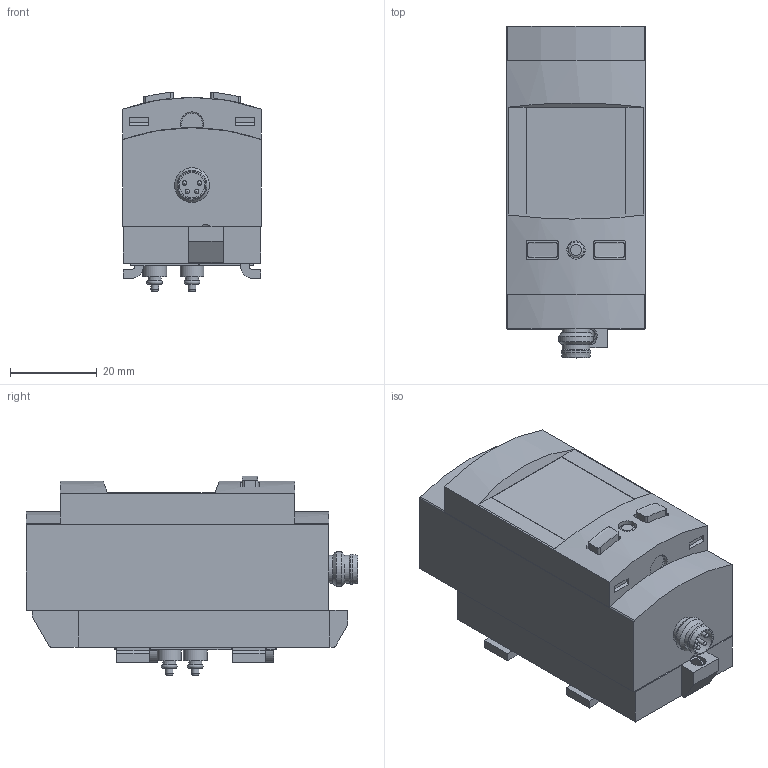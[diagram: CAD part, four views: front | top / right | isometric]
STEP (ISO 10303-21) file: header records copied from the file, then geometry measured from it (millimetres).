
FILE_DESCRIPTION(/* description */ ('STEP AP214'),/* implementation_level */ '2;1');
FILE_NAME(/* name */ '8035302_SPAU-P10R-MS4-F-L-PNLK-PNVBA-M8D',/* time_stamp */ '2024-09-15T11:36:01+02:00',/* author */ ('License CC BY-ND 4.0'),/* organization */ ('CADENAS'),/* preprocessor_version */ 'ST-DEVELOPER v19.3',/* originating_system */ 'PARTsolutions',/* authorisation */ ' ');
FILE_SCHEMA (('AUTOMOTIVE_DESIGN {1 0 10303 214 3 1 1}'));
Length unit declared in the file: millimetre
Products named in the file (2): 8035302 SPAU-P10R-MS4-F-L-PNLK-PNVBA-M8D; 8001200 SPAU-B2MS4FM-LLKAM8DFM8-p
Assembly tree (1 placements, depth 2):
  8035302 SPAU-P10R-MS4-F-L-PNLK-PNVBA-M8D
    8001200 SPAU-B2MS4FM-LLKAM8DFM8-p
Bounding box: 32.02 x 76.5 x 46.05 mm (x, y, z)
Volume: 75296.1 mm3; surface area: 15060.5 mm2
Topology: 1 solids, 3 shells, 364 faces, 1012 edges, 663 vertices
Faces by surface type: plane 200, cylinder 121, torus 27, cone 12, sphere 4
Full cylindrical faces by diameter (mm): 0.75 x2, 1 x4, 2.4 x1, 3.4 x1, 3.6 x1, 4.2 x3, 4.5 x2, 5.3 x1, 5.4 x1, 5.5 x2, 5.8 x1, 6.4 x2, 6.9 x1, 8 x1
Entity records: 12672 total; most frequent: CARTESIAN_POINT 1895, DIRECTION 1724, ORIENTED_EDGE 1648, EDGE_CURVE 824, AXIS2_PLACEMENT_3D 591, VERTEX_POINT 567, LINE 542, VECTOR 542
